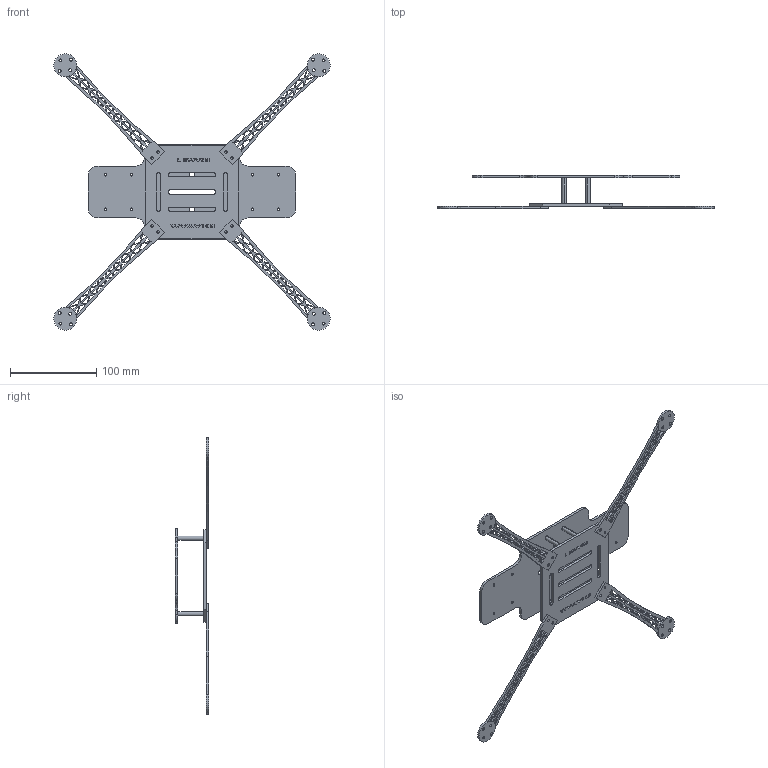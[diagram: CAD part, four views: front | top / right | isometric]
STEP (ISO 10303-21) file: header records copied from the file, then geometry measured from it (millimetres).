
FILE_DESCRIPTION (( 'STEP AP203' ), '1' );
FILE_NAME ('Drone Airframe.STEP', '2022-05-26T09:48:42', ( '' ), ( '' ), 'SwSTEP 2.0', 'SolidWorks 2021', '' );
FILE_SCHEMA (( 'CONFIG_CONTROL_DESIGN' ));
Length unit declared in the file: millimetre
Products named in the file (4): frame 2 bottom plate; arm; Drone Airframe; frame 1
Assembly tree (6 placements, depth 2):
  Drone Airframe
    frame 2 bottom plate
    frame 1
    arm  x4
Bounding box: 319.57 x 38.65 x 319.57 mm (x, y, z)
Volume: 111389 mm3; surface area: 96346.9 mm2
Topology: 10 solids, 10 shells, 795 faces, 2277 edges, 1486 vertices
Faces by surface type: plane 532, cylinder 213, cone 48, bspline 2
Entity records: 13822 total; most frequent: CARTESIAN_POINT 2453, ORIENTED_EDGE 2256, DIRECTION 2194, EDGE_CURVE 1128, LINE 872, VECTOR 872, VERTEX_POINT 736, AXIS2_PLACEMENT_3D 661
